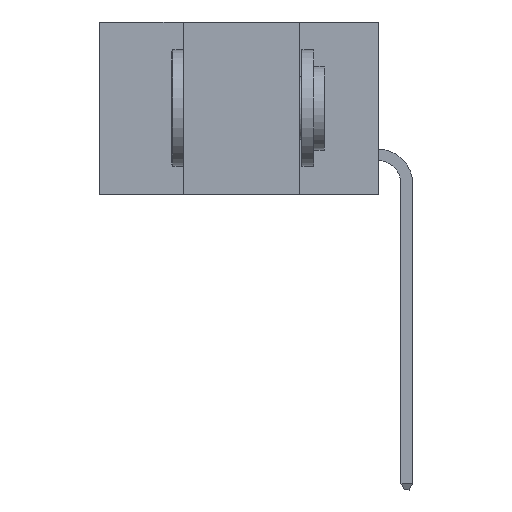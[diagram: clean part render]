
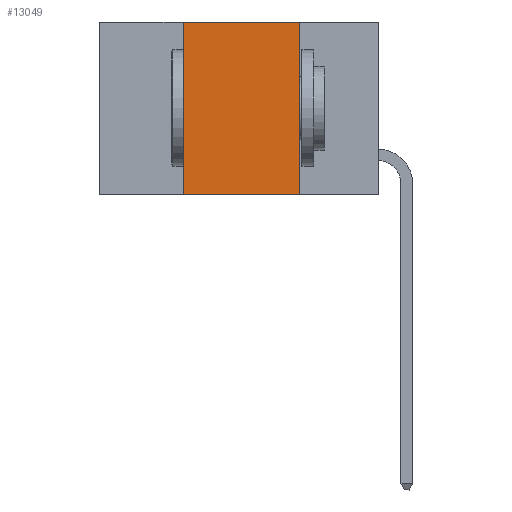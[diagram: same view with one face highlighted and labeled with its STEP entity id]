
A CAD part, left-side view. The second image highlights one B-rep face of the part: STEP entity #13049.
In plain terms, the highlighted planar face has unit normal (-1, 0, 0).
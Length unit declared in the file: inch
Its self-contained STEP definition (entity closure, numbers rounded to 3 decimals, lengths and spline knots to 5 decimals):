
#689 = VERTEX_POINT ( 'NONE', #4156 ) ;
#1485 = ORIENTED_EDGE ( 'NONE', *, *, #3982, .T. ) ;
#2981 = VECTOR ( 'NONE', #14588, 39.37008 ) ;
#3227 = VECTOR ( 'NONE', #15202, 39.37008 ) ;
#3866 = EDGE_CURVE ( 'NONE', #689, #25216, #15853, .T. ) ;
#3982 = EDGE_CURVE ( 'NONE', #16221, #25216, #5978, .T. ) ;
#4156 = CARTESIAN_POINT ( 'NONE',  ( 0., 0.17, 0. ) ) ;
#4587 = ORIENTED_EDGE ( 'NONE', *, *, #23025, .F. ) ;
#5978 = LINE ( 'NONE', #22201, #25198 ) ;
#6115 = CARTESIAN_POINT ( 'NONE',  ( 0., 0.42, 0. ) ) ;
#6444 = ORIENTED_EDGE ( 'NONE', *, *, #3866, .F. ) ;
#7720 = DIRECTION ( 'NONE',  ( 0., 0., -1. ) ) ;
#8463 = EDGE_LOOP ( 'NONE', ( #6444, #15946, #4587, #1485 ) ) ;
#8532 = CARTESIAN_POINT ( 'NONE',  ( 0., 0.42, 0. ) ) ;
#13043 = CARTESIAN_POINT ( 'NONE',  ( 0., 0.42, -0.37 ) ) ;
#13049 = ADVANCED_FACE ( 'NONE', ( #15013 ), #21812, .F. ) ;
#13199 = CARTESIAN_POINT ( 'NONE',  ( 0., 0.6, 0. ) ) ;
#14588 = DIRECTION ( 'NONE',  ( 0., 0., 1. ) ) ;
#14792 = EDGE_CURVE ( 'NONE', #17064, #689, #17016, .T. ) ;
#15013 = FACE_OUTER_BOUND ( 'NONE', #8463, .T. ) ;
#15202 = DIRECTION ( 'NONE',  ( 0., -1., 0. ) ) ;
#15853 = LINE ( 'NONE', #25682, #26113 ) ;
#15946 = ORIENTED_EDGE ( 'NONE', *, *, #14792, .F. ) ;
#16221 = VERTEX_POINT ( 'NONE', #13043 ) ;
#17016 = LINE ( 'NONE', #13199, #3227 ) ;
#17064 = VERTEX_POINT ( 'NONE', #6115 ) ;
#17165 = DIRECTION ( 'NONE',  ( 0., 0., -1. ) ) ;
#17594 = CARTESIAN_POINT ( 'NONE',  ( 0., 0.17, -0.37 ) ) ;
#17712 = CARTESIAN_POINT ( 'NONE',  ( 0., 0.6, 0. ) ) ;
#18022 = LINE ( 'NONE', #8532, #2981 ) ;
#21812 = PLANE ( 'NONE',  #25310 ) ;
#22201 = CARTESIAN_POINT ( 'NONE',  ( 0., 0.6, -0.37 ) ) ;
#22744 = DIRECTION ( 'NONE',  ( 0., -1., 0. ) ) ;
#23025 = EDGE_CURVE ( 'NONE', #16221, #17064, #18022, .T. ) ;
#25198 = VECTOR ( 'NONE', #22744, 39.37008 ) ;
#25216 = VERTEX_POINT ( 'NONE', #17594 ) ;
#25310 = AXIS2_PLACEMENT_3D ( 'NONE', #17712, #25784, #7720 ) ;
#25682 = CARTESIAN_POINT ( 'NONE',  ( 0., 0.17, 0. ) ) ;
#25784 = DIRECTION ( 'NONE',  ( 1., 0., 0. ) ) ;
#26113 = VECTOR ( 'NONE', #17165, 39.37008 ) ;
